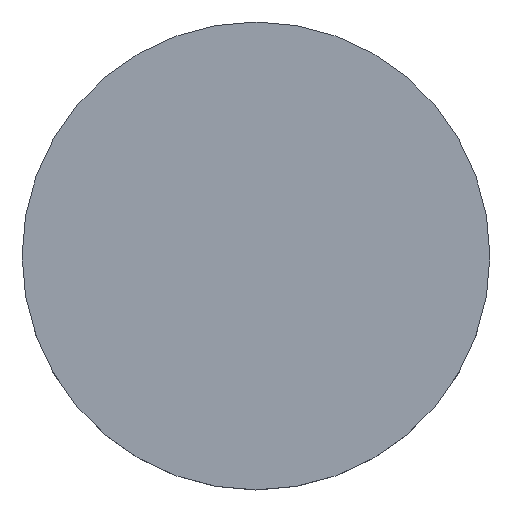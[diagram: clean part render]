
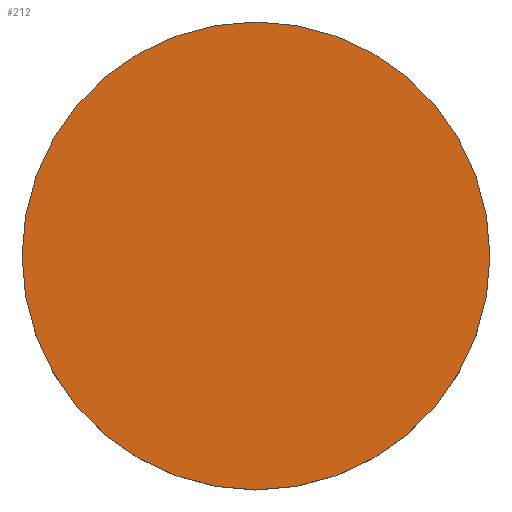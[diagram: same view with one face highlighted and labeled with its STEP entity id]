
A CAD part, top view. The second image highlights one B-rep face of the part: STEP entity #212.
In plain terms, the highlighted planar face has unit normal (0, 0, 1).
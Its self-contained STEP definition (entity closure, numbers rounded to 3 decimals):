
#1 = CARTESIAN_POINT ( 'NONE',  ( -12.7, 0., 3. ) ) ;
#14 = DIRECTION ( 'NONE',  ( 1., 0., 0. ) ) ;
#31 = DIRECTION ( 'NONE',  ( 0., 0., -1. ) ) ;
#45 = FACE_OUTER_BOUND ( 'NONE', #65, .T. ) ;
#53 = AXIS2_PLACEMENT_3D ( 'NONE', #91, #110, #172 ) ;
#61 = AXIS2_PLACEMENT_3D ( 'NONE', #86, #203, #87 ) ;
#65 = EDGE_LOOP ( 'NONE', ( #131, #123 ) ) ;
#86 = CARTESIAN_POINT ( 'NONE',  ( 0., 0., 3. ) ) ;
#87 = DIRECTION ( 'NONE',  ( 1., 0., 0. ) ) ;
#91 = CARTESIAN_POINT ( 'NONE',  ( 0., 26.112, 3. ) ) ;
#99 = VERTEX_POINT ( 'NONE', #1 ) ;
#110 = DIRECTION ( 'NONE',  ( 0., 0., 1. ) ) ;
#119 = CIRCLE ( 'NONE', #61, 12.7 ) ;
#123 = ORIENTED_EDGE ( 'NONE', *, *, #165, .F. ) ;
#131 = ORIENTED_EDGE ( 'NONE', *, *, #222, .F. ) ;
#159 = VERTEX_POINT ( 'NONE', #226 ) ;
#160 = AXIS2_PLACEMENT_3D ( 'NONE', #230, #31, #14 ) ;
#165 = EDGE_CURVE ( 'NONE', #99, #159, #234, .T. ) ;
#172 = DIRECTION ( 'NONE',  ( 1., 0., 0. ) ) ;
#189 = PLANE ( 'NONE',  #53 ) ;
#203 = DIRECTION ( 'NONE',  ( 0., 0., -1. ) ) ;
#212 = ADVANCED_FACE ( 'NONE', ( #45 ), #189, .T. ) ;
#222 = EDGE_CURVE ( 'NONE', #159, #99, #119, .T. ) ;
#226 = CARTESIAN_POINT ( 'NONE',  ( 12.7, 0., 3. ) ) ;
#230 = CARTESIAN_POINT ( 'NONE',  ( 0., 0., 3. ) ) ;
#234 = CIRCLE ( 'NONE', #160, 12.7 ) ;
